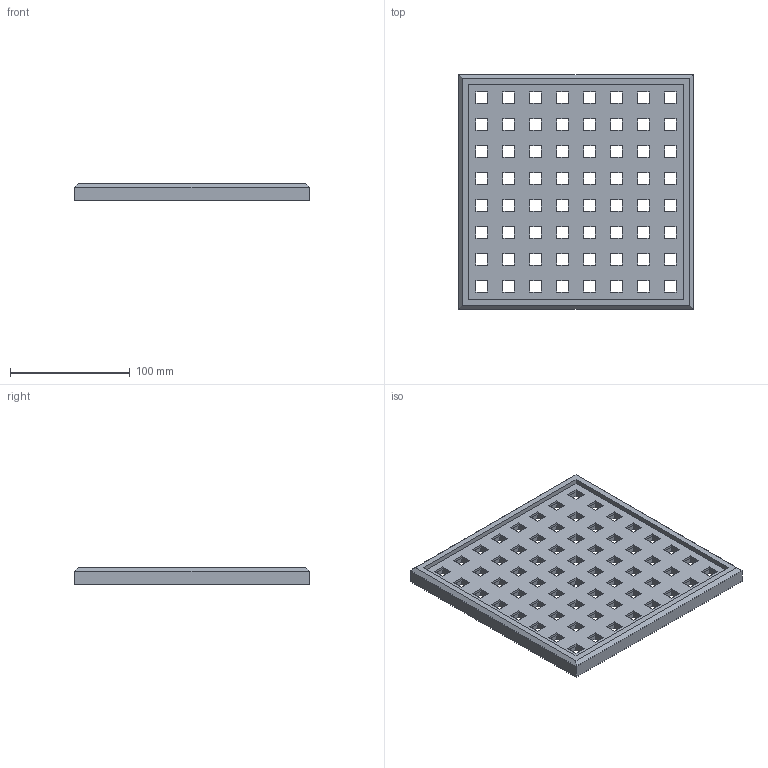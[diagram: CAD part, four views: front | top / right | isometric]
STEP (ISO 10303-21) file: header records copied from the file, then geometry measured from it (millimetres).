
FILE_DESCRIPTION(/* description */ (''),/* implementation_level */ '2;1');
FILE_NAME(/* name */ 'board.stp',/* time_stamp */ '2025-06-24T13:29:36+10:00',/* author */ (''),/* organization */ (''),/* preprocessor_version */ 'ST-DEVELOPER v18.1',/* originating_system */ 'SIEMENS PLM Software NX 2000',/* authorisation */ '');
FILE_SCHEMA (('AUTOMOTIVE_DESIGN { 1 0 10303 214 3 1 1 1 }'));
Length unit declared in the file: millimetre
Products named in the file (1): Board
Bounding box: 196 x 196 x 14 mm (x, y, z)
Volume: 275963.2 mm3; surface area: 106448.9 mm2
Topology: 1 solids, 1 shells, 788 faces, 1848 edges, 1060 vertices
Faces by surface type: plane 784, cylinder 4
Entity records: 21652 total; most frequent: CARTESIAN_POINT 3697, ORIENTED_EDGE 3696, DIRECTION 3434, EDGE_CURVE 1848, LINE 1840, VECTOR 1840, VERTEX_POINT 1060, EDGE_LOOP 914
